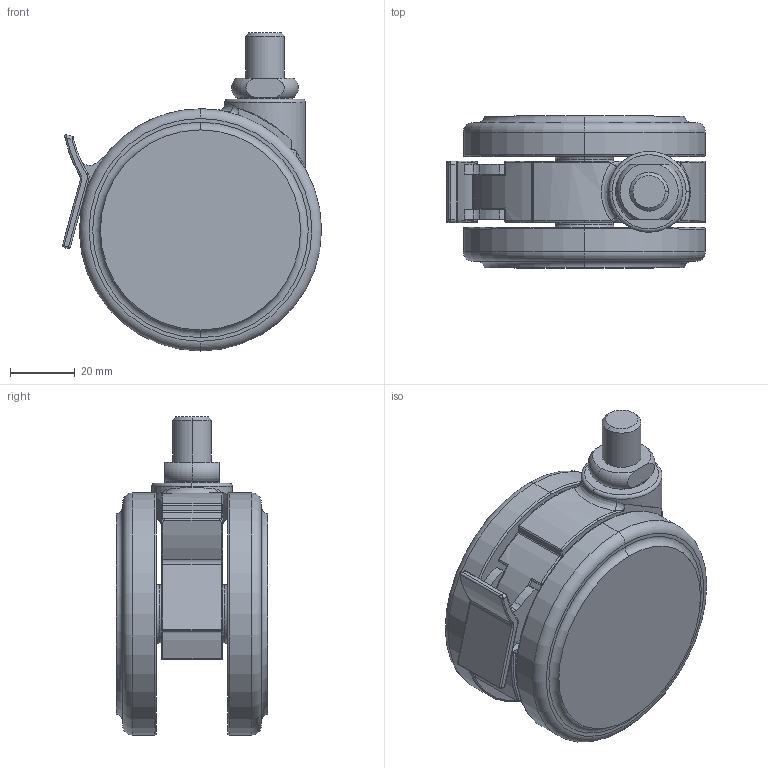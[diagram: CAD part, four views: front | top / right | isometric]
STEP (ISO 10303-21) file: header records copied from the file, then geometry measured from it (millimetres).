
FILE_DESCRIPTION (( 'STEP AP214' ), '1' );
FILE_NAME ('TCA_KFW075N12WS.STEP', '2016-04-28T06:45:34', ( '' ), ( '' ), 'SwSTEP 2.0', 'SolidWorks 2015', '' );
FILE_SCHEMA (( 'AUTOMOTIVE_DESIGN' ));
Length unit declared in the file: millimetre
Products named in the file (6): lever; wheel_mr; wheel; main shaft; body; TCA_KFW075N12WS
Assembly tree (5 placements, depth 2):
  TCA_KFW075N12WS
    body
    main shaft
    wheel
    wheel_mr
    lever
Bounding box: 80.25 x 47 x 98.5 mm (x, y, z)
Volume: 155928.5 mm3; surface area: 39602 mm2
Topology: 5 solids, 5 shells, 269 faces, 640 edges, 366 vertices
Faces by surface type: cylinder 107, plane 62, torus 60, sphere 24, bspline 10, cone 6
Entity records: 8676 total; most frequent: CARTESIAN_POINT 2229, DIRECTION 1456, ORIENTED_EDGE 1232, EDGE_CURVE 616, AXIS2_PLACEMENT_3D 615, VERTEX_POINT 366, CIRCLE 348, EDGE_LOOP 280
